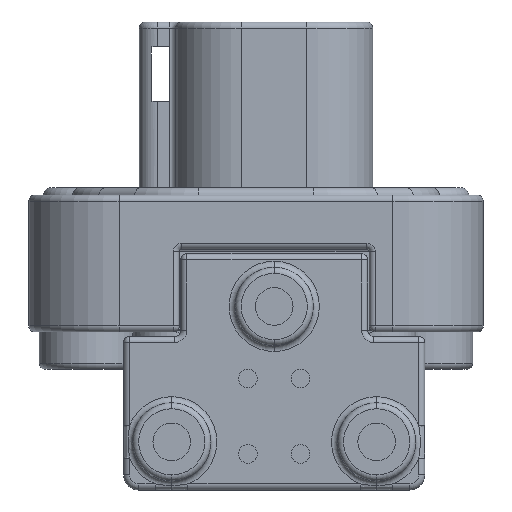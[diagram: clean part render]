
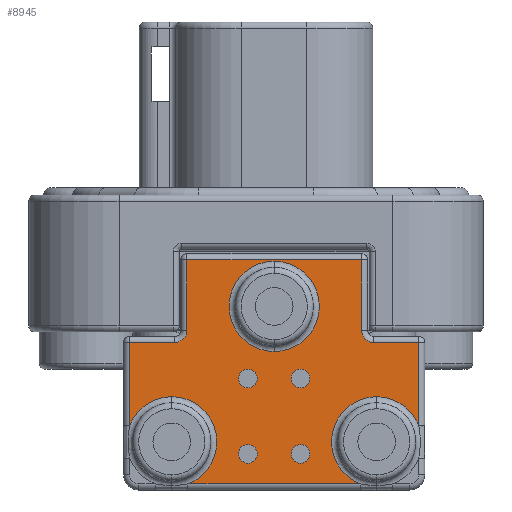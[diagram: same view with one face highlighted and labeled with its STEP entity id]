
A CAD part, front view. The second image highlights one B-rep face of the part: STEP entity #8945.
In plain terms, the highlighted planar face has unit normal (0, -1, 0).
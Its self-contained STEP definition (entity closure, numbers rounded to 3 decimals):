
#805=CARTESIAN_POINT('',(1.537,-15.748,-24.003));
#806=DIRECTION('',(0.,-1.,0.));
#807=DIRECTION('',(0.,0.,-1.));
#808=AXIS2_PLACEMENT_3D('',#805,#806,#807);
#810=CARTESIAN_POINT('',(1.537,-15.748,-24.003));
#811=DIRECTION('',(0.,-1.,0.));
#812=DIRECTION('',(0.,0.,1.));
#813=AXIS2_PLACEMENT_3D('',#810,#811,#812);
#833=DIRECTION('',(1.,0.,0.));
#834=VECTOR('',#833,14.562);
#835=CARTESIAN_POINT('',(-5.744,-15.748,-38.989));
#836=LINE('',#835,#834);
#837=CARTESIAN_POINT('',(-7.112,-15.748,-35.433));
#838=DIRECTION('',(0.,-1.,0.));
#839=DIRECTION('',(0.359,0.,-0.933));
#840=AXIS2_PLACEMENT_3D('',#837,#838,#839);
#842=CARTESIAN_POINT('',(-7.112,-15.748,-35.433));
#843=DIRECTION('',(0.,-1.,0.));
#844=DIRECTION('',(0.,0.,1.));
#845=AXIS2_PLACEMENT_3D('',#842,#843,#844);
#847=DIRECTION('',(0.,0.,-1.));
#848=VECTOR('',#847,7.014);
#849=CARTESIAN_POINT('',(-10.668,-15.748,-27.051));
#850=LINE('',#849,#848);
#851=DIRECTION('',(-1.,0.,0.));
#852=VECTOR('',#851,3.81);
#853=CARTESIAN_POINT('',(-6.858,-15.748,-27.051));
#854=LINE('',#853,#852);
#855=CARTESIAN_POINT('',(-6.858,-15.748,-26.035));
#856=DIRECTION('',(0.,1.,0.));
#857=DIRECTION('',(1.,0.,0.));
#858=AXIS2_PLACEMENT_3D('',#855,#856,#857);
#860=DIRECTION('',(0.,0.,-1.));
#861=VECTOR('',#860,5.969);
#862=CARTESIAN_POINT('',(-5.842,-15.748,-20.066));
#863=LINE('',#862,#861);
#864=DIRECTION('',(-1.,0.,0.));
#865=VECTOR('',#864,14.757);
#866=CARTESIAN_POINT('',(8.915,-15.748,-20.066));
#867=LINE('',#866,#865);
#868=DIRECTION('',(0.,0.,1.));
#869=VECTOR('',#868,5.969);
#870=CARTESIAN_POINT('',(8.915,-15.748,-26.035));
#871=LINE('',#870,#869);
#872=CARTESIAN_POINT('',(9.931,-15.748,-26.035));
#873=DIRECTION('',(0.,1.,0.));
#874=DIRECTION('',(0.,0.,-1.));
#875=AXIS2_PLACEMENT_3D('',#872,#873,#874);
#877=DIRECTION('',(-1.,0.,0.));
#878=VECTOR('',#877,3.81);
#879=CARTESIAN_POINT('',(13.741,-15.748,-27.051));
#880=LINE('',#879,#878);
#881=DIRECTION('',(0.,0.,1.));
#882=VECTOR('',#881,7.014);
#883=CARTESIAN_POINT('',(13.741,-15.748,-34.065));
#884=LINE('',#883,#882);
#885=CARTESIAN_POINT('',(10.185,-15.748,-35.433));
#886=DIRECTION('',(0.,-1.,0.));
#887=DIRECTION('',(0.933,0.,0.359));
#888=AXIS2_PLACEMENT_3D('',#885,#886,#887);
#890=CARTESIAN_POINT('',(10.185,-15.748,-35.433));
#891=DIRECTION('',(0.,-1.,0.));
#892=DIRECTION('',(0.,0.,1.));
#893=AXIS2_PLACEMENT_3D('',#890,#891,#892);
#913=CARTESIAN_POINT('',(-0.686,-15.748,-36.449));
#914=DIRECTION('',(0.,-1.,0.));
#915=DIRECTION('',(0.,0.,-1.));
#916=AXIS2_PLACEMENT_3D('',#913,#914,#915);
#918=CARTESIAN_POINT('',(-0.686,-15.748,-36.449));
#919=DIRECTION('',(0.,-1.,0.));
#920=DIRECTION('',(0.,0.,1.));
#921=AXIS2_PLACEMENT_3D('',#918,#919,#920);
#923=CARTESIAN_POINT('',(-0.686,-15.748,-30.099));
#924=DIRECTION('',(0.,-1.,0.));
#925=DIRECTION('',(0.,0.,-1.));
#926=AXIS2_PLACEMENT_3D('',#923,#924,#925);
#928=CARTESIAN_POINT('',(-0.686,-15.748,-30.099));
#929=DIRECTION('',(0.,-1.,0.));
#930=DIRECTION('',(0.,0.,1.));
#931=AXIS2_PLACEMENT_3D('',#928,#929,#930);
#933=CARTESIAN_POINT('',(3.759,-15.748,-36.449));
#934=DIRECTION('',(0.,-1.,0.));
#935=DIRECTION('',(0.,0.,-1.));
#936=AXIS2_PLACEMENT_3D('',#933,#934,#935);
#938=CARTESIAN_POINT('',(3.759,-15.748,-36.449));
#939=DIRECTION('',(0.,-1.,0.));
#940=DIRECTION('',(0.,0.,1.));
#941=AXIS2_PLACEMENT_3D('',#938,#939,#940);
#943=CARTESIAN_POINT('',(3.759,-15.748,-30.099));
#944=DIRECTION('',(0.,-1.,0.));
#945=DIRECTION('',(0.,0.,-1.));
#946=AXIS2_PLACEMENT_3D('',#943,#944,#945);
#948=CARTESIAN_POINT('',(3.759,-15.748,-30.099));
#949=DIRECTION('',(0.,-1.,0.));
#950=DIRECTION('',(0.,0.,1.));
#951=AXIS2_PLACEMENT_3D('',#948,#949,#950);
#1196=CARTESIAN_POINT('',(13.741,-15.748,-34.065));
#1433=CARTESIAN_POINT('',(-10.668,-15.748,-34.065));
#6387=CARTESIAN_POINT('',(-5.744,-15.748,-38.989));
#7638=CARTESIAN_POINT('',(1.537,-15.748,-27.813));
#7639=CARTESIAN_POINT('',(1.537,-15.748,-20.193));
#7640=VERTEX_POINT('',#7638);
#7641=VERTEX_POINT('',#7639);
#7650=CARTESIAN_POINT('',(-7.112,-15.748,-31.623));
#7651=VERTEX_POINT('',#7650);
#7652=CARTESIAN_POINT('',(10.185,-15.748,-31.623));
#7653=VERTEX_POINT('',#7652);
#7678=VERTEX_POINT('',#1433);
#7696=VERTEX_POINT('',#6387);
#7698=CARTESIAN_POINT('',(8.818,-15.748,-38.989));
#7699=VERTEX_POINT('',#7698);
#7718=VERTEX_POINT('',#1196);
#7720=CARTESIAN_POINT('',(13.741,-15.748,-27.051));
#7721=VERTEX_POINT('',#7720);
#7726=CARTESIAN_POINT('',(9.931,-15.748,-27.051));
#7727=VERTEX_POINT('',#7726);
#7730=CARTESIAN_POINT('',(8.915,-15.748,-26.035));
#7731=VERTEX_POINT('',#7730);
#7734=CARTESIAN_POINT('',(8.915,-15.748,-20.066));
#7735=VERTEX_POINT('',#7734);
#7740=CARTESIAN_POINT('',(-5.842,-15.748,-20.066));
#7741=VERTEX_POINT('',#7740);
#7746=CARTESIAN_POINT('',(-5.842,-15.748,-26.035));
#7747=VERTEX_POINT('',#7746);
#7750=CARTESIAN_POINT('',(-6.858,-15.748,-27.051));
#7751=VERTEX_POINT('',#7750);
#7754=CARTESIAN_POINT('',(-10.668,-15.748,-27.051));
#7755=VERTEX_POINT('',#7754);
#7830=CARTESIAN_POINT('',(-0.686,-15.748,-30.886));
#7831=CARTESIAN_POINT('',(-0.686,-15.748,-29.312));
#7832=VERTEX_POINT('',#7830);
#7833=VERTEX_POINT('',#7831);
#7955=CARTESIAN_POINT('',(-0.686,-15.748,-37.236));
#7956=CARTESIAN_POINT('',(-0.686,-15.748,-35.662));
#7957=VERTEX_POINT('',#7955);
#7958=VERTEX_POINT('',#7956);
#7989=CARTESIAN_POINT('',(3.759,-15.748,-37.236));
#7990=VERTEX_POINT('',#7989);
#7993=CARTESIAN_POINT('',(3.759,-15.748,-35.662));
#7994=VERTEX_POINT('',#7993);
#8013=CARTESIAN_POINT('',(3.759,-15.748,-30.886));
#8014=VERTEX_POINT('',#8013);
#8019=CARTESIAN_POINT('',(3.759,-15.748,-29.312));
#8020=VERTEX_POINT('',#8019);
#8883=CARTESIAN_POINT('',(0.,-15.748,-14.732));
#8884=DIRECTION('',(0.,-1.,0.));
#8885=DIRECTION('',(-1.,0.,0.));
#8886=AXIS2_PLACEMENT_3D('',#8883,#8884,#8885);
#8887=PLANE('',#8886);
#8889=ORIENTED_EDGE('',*,*,#8888,.F.);
#8891=ORIENTED_EDGE('',*,*,#8890,.T.);
#8893=ORIENTED_EDGE('',*,*,#8892,.T.);
#8895=ORIENTED_EDGE('',*,*,#8894,.F.);
#8897=ORIENTED_EDGE('',*,*,#8896,.F.);
#8899=ORIENTED_EDGE('',*,*,#8898,.F.);
#8901=ORIENTED_EDGE('',*,*,#8900,.F.);
#8903=ORIENTED_EDGE('',*,*,#8902,.F.);
#8905=ORIENTED_EDGE('',*,*,#8904,.F.);
#8906=ORIENTED_EDGE('',*,*,#8857,.F.);
#8908=ORIENTED_EDGE('',*,*,#8907,.F.);
#8910=ORIENTED_EDGE('',*,*,#8909,.F.);
#8912=ORIENTED_EDGE('',*,*,#8911,.T.);
#8914=ORIENTED_EDGE('',*,*,#8913,.T.);
#8915=EDGE_LOOP('',(#8889,#8891,#8893,#8895,#8897,#8899,#8901,#8903,#8905,#8906,
#8908,#8910,#8912,#8914));
#8916=FACE_OUTER_BOUND('',#8915,.F.);
#8918=ORIENTED_EDGE('',*,*,#8917,.T.);
#8920=ORIENTED_EDGE('',*,*,#8919,.T.);
#8921=EDGE_LOOP('',(#8918,#8920));
#8922=FACE_BOUND('',#8921,.F.);
#8924=ORIENTED_EDGE('',*,*,#8923,.T.);
#8926=ORIENTED_EDGE('',*,*,#8925,.T.);
#8927=EDGE_LOOP('',(#8924,#8926));
#8928=FACE_BOUND('',#8927,.F.);
#8930=ORIENTED_EDGE('',*,*,#8929,.T.);
#8932=ORIENTED_EDGE('',*,*,#8931,.T.);
#8933=EDGE_LOOP('',(#8930,#8932));
#8934=FACE_BOUND('',#8933,.F.);
#8935=ORIENTED_EDGE('',*,*,#8723,.T.);
#8936=ORIENTED_EDGE('',*,*,#8692,.T.);
#8937=EDGE_LOOP('',(#8935,#8936));
#8938=FACE_BOUND('',#8937,.F.);
#8940=ORIENTED_EDGE('',*,*,#8939,.T.);
#8942=ORIENTED_EDGE('',*,*,#8941,.T.);
#8943=EDGE_LOOP('',(#8940,#8942));
#8944=FACE_BOUND('',#8943,.F.);
#809=CIRCLE('',#808,3.81);
#814=CIRCLE('',#813,3.81);
#841=CIRCLE('',#840,3.81);
#846=CIRCLE('',#845,3.81);
#859=CIRCLE('',#858,1.016);
#876=CIRCLE('',#875,1.016);
#889=CIRCLE('',#888,3.81);
#894=CIRCLE('',#893,3.81);
#917=CIRCLE('',#916,0.787);
#922=CIRCLE('',#921,0.787);
#927=CIRCLE('',#926,0.787);
#932=CIRCLE('',#931,0.787);
#937=CIRCLE('',#936,0.787);
#942=CIRCLE('',#941,0.787);
#947=CIRCLE('',#946,0.787);
#952=CIRCLE('',#951,0.787);
#8692=EDGE_CURVE('',#7994,#7990,#942,.T.);
#8723=EDGE_CURVE('',#7990,#7994,#937,.T.);
#8857=EDGE_CURVE('',#7727,#7731,#876,.T.);
#8888=EDGE_CURVE('',#7696,#7699,#836,.T.);
#8890=EDGE_CURVE('',#7696,#7651,#841,.T.);
#8892=EDGE_CURVE('',#7651,#7678,#846,.T.);
#8894=EDGE_CURVE('',#7755,#7678,#850,.T.);
#8896=EDGE_CURVE('',#7751,#7755,#854,.T.);
#8898=EDGE_CURVE('',#7747,#7751,#859,.T.);
#8900=EDGE_CURVE('',#7741,#7747,#863,.T.);
#8902=EDGE_CURVE('',#7735,#7741,#867,.T.);
#8904=EDGE_CURVE('',#7731,#7735,#871,.T.);
#8907=EDGE_CURVE('',#7721,#7727,#880,.T.);
#8909=EDGE_CURVE('',#7718,#7721,#884,.T.);
#8911=EDGE_CURVE('',#7718,#7653,#889,.T.);
#8913=EDGE_CURVE('',#7653,#7699,#894,.T.);
#8917=EDGE_CURVE('',#7640,#7641,#809,.T.);
#8919=EDGE_CURVE('',#7641,#7640,#814,.T.);
#8923=EDGE_CURVE('',#7957,#7958,#917,.T.);
#8925=EDGE_CURVE('',#7958,#7957,#922,.T.);
#8929=EDGE_CURVE('',#7832,#7833,#927,.T.);
#8931=EDGE_CURVE('',#7833,#7832,#932,.T.);
#8939=EDGE_CURVE('',#8014,#8020,#947,.T.);
#8941=EDGE_CURVE('',#8020,#8014,#952,.T.);
#8945=ADVANCED_FACE('',(#8916,#8922,#8928,#8934,#8938,#8944),#8887,.T.);
